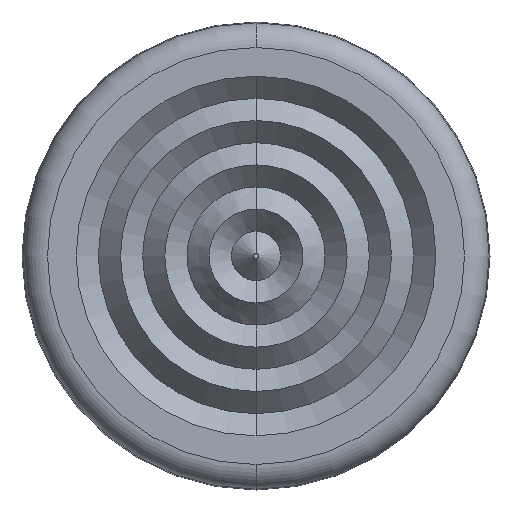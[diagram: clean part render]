
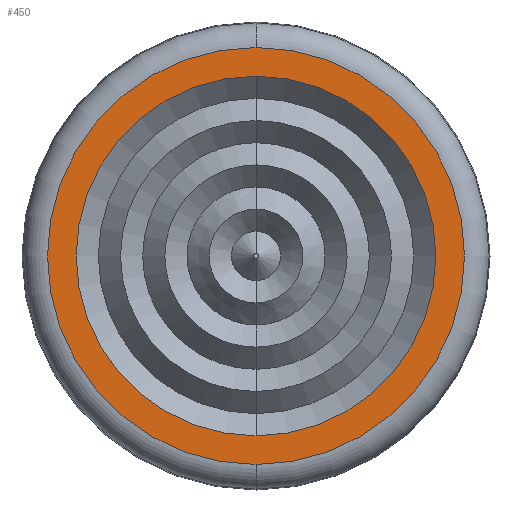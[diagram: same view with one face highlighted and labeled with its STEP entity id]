
A CAD part, front view. The second image highlights one B-rep face of the part: STEP entity #450.
In plain terms, the highlighted planar face has unit normal (0, -1, 0).
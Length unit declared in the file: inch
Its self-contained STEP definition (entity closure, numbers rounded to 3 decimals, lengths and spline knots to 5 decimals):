
#28 = CARTESIAN_POINT ( 'NONE',  ( 0., -0.03, 0. ) ) ;
#108 = CARTESIAN_POINT ( 'NONE',  ( 0., -0.03, 0. ) ) ;
#114 = DIRECTION ( 'NONE',  ( 0., -1., 0. ) ) ;
#118 = DIRECTION ( 'NONE',  ( 0., 0., -1. ) ) ;
#165 = EDGE_CURVE ( 'NONE', #3010, #3204, #2374, .T. ) ;
#404 = VERTEX_POINT ( 'NONE', #3217 ) ;
#450 = ADVANCED_FACE ( 'NONE', ( #1785, #1776 ), #3104, .T. ) ;
#505 = AXIS2_PLACEMENT_3D ( 'NONE', #108, #114, #118 ) ;
#524 = EDGE_CURVE ( 'NONE', #3204, #3010, #1270, .T. ) ;
#593 = CIRCLE ( 'NONE', #2316, 0.08465 ) ;
#638 = CARTESIAN_POINT ( 'NONE',  ( 0., -0.03, 0.073 ) ) ;
#1270 = CIRCLE ( 'NONE', #2773, 0.073 ) ;
#1397 = ORIENTED_EDGE ( 'NONE', *, *, #3631, .T. ) ;
#1426 = CARTESIAN_POINT ( 'NONE',  ( 0., -0.03, 0. ) ) ;
#1488 = ORIENTED_EDGE ( 'NONE', *, *, #165, .T. ) ;
#1491 = ORIENTED_EDGE ( 'NONE', *, *, #1592, .T. ) ;
#1505 = CARTESIAN_POINT ( 'NONE',  ( 0., -0.03, -0.08465 ) ) ;
#1526 = DIRECTION ( 'NONE',  ( 0., -1., 0. ) ) ;
#1533 = ORIENTED_EDGE ( 'NONE', *, *, #524, .T. ) ;
#1592 = EDGE_CURVE ( 'NONE', #404, #2289, #2591, .T. ) ;
#1776 = FACE_BOUND ( 'NONE', #2025, .T. ) ;
#1785 = FACE_OUTER_BOUND ( 'NONE', #1866, .T. ) ;
#1866 = EDGE_LOOP ( 'NONE', ( #1397, #1491 ) ) ;
#2025 = EDGE_LOOP ( 'NONE', ( #1488, #1533 ) ) ;
#2235 = CARTESIAN_POINT ( 'NONE',  ( 0., -0.03, -0.073 ) ) ;
#2257 = DIRECTION ( 'NONE',  ( 0., 1., 0. ) ) ;
#2289 = VERTEX_POINT ( 'NONE', #1505 ) ;
#2316 = AXIS2_PLACEMENT_3D ( 'NONE', #1426, #1526, #2806 ) ;
#2374 = CIRCLE ( 'NONE', #3607, 0.073 ) ;
#2573 = AXIS2_PLACEMENT_3D ( 'NONE', #3093, #3064, #3060 ) ;
#2591 = CIRCLE ( 'NONE', #505, 0.08465 ) ;
#2773 = AXIS2_PLACEMENT_3D ( 'NONE', #2917, #2900, #2856 ) ;
#2806 = DIRECTION ( 'NONE',  ( 0., 0., -1. ) ) ;
#2856 = DIRECTION ( 'NONE',  ( 0., 0., 1. ) ) ;
#2900 = DIRECTION ( 'NONE',  ( 0., 1., 0. ) ) ;
#2917 = CARTESIAN_POINT ( 'NONE',  ( 0., -0.03, 0. ) ) ;
#3010 = VERTEX_POINT ( 'NONE', #2235 ) ;
#3060 = DIRECTION ( 'NONE',  ( 0., 0., -1. ) ) ;
#3064 = DIRECTION ( 'NONE',  ( 0., -1., 0. ) ) ;
#3093 = CARTESIAN_POINT ( 'NONE',  ( 0., -0.03, 0. ) ) ;
#3104 = PLANE ( 'NONE',  #2573 ) ;
#3204 = VERTEX_POINT ( 'NONE', #638 ) ;
#3217 = CARTESIAN_POINT ( 'NONE',  ( 0., -0.03, 0.08465 ) ) ;
#3607 = AXIS2_PLACEMENT_3D ( 'NONE', #28, #2257, #3773 ) ;
#3631 = EDGE_CURVE ( 'NONE', #2289, #404, #593, .T. ) ;
#3773 = DIRECTION ( 'NONE',  ( 0., 0., 1. ) ) ;
